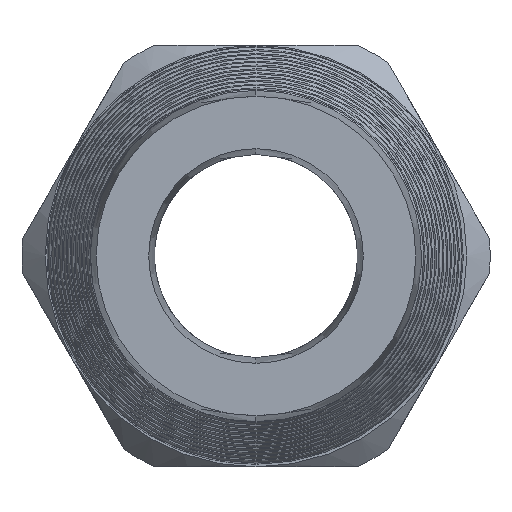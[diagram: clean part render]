
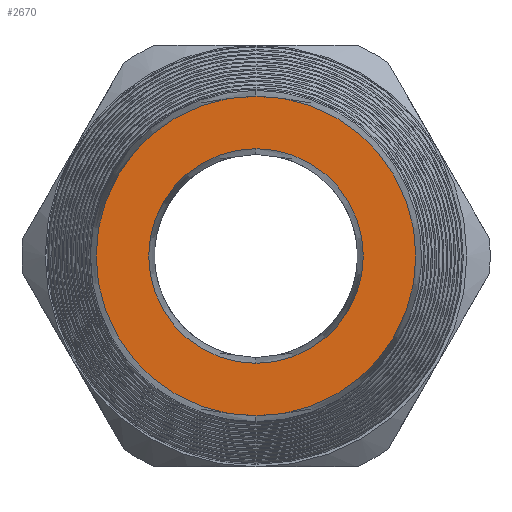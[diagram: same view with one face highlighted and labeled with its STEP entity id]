
A CAD part, left-side view. The second image highlights one B-rep face of the part: STEP entity #2670.
In plain terms, the highlighted planar face has unit normal (-1, 0, 0).
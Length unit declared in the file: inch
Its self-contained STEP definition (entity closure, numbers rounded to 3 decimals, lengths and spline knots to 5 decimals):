
#2653 = EDGE_LOOP ( 'NONE', ( #2673, #2675 ) ) ;
#2666 = EDGE_LOOP ( 'NONE', ( #2681, #2667 ) ) ;
#2667 = ORIENTED_EDGE ( 'NONE', *, *, #3846, .T. ) ;
#2670 = ADVANCED_FACE ( 'NONE', ( #5798, #5800 ), #5776, .T. ) ;
#2673 = ORIENTED_EDGE ( 'NONE', *, *, #2674, .F. ) ;
#2674 = EDGE_CURVE ( 'NONE', #3819, #3816, #5572, .T. ) ;
#2675 = ORIENTED_EDGE ( 'NONE', *, *, #3818, .F. ) ;
#2681 = ORIENTED_EDGE ( 'NONE', *, *, #2682, .T. ) ;
#2682 = EDGE_CURVE ( 'NONE', #3845, #3844, #4531, .T. ) ;
#3816 = VERTEX_POINT ( 'NONE', #17413 ) ;
#3818 = EDGE_CURVE ( 'NONE', #3816, #3819, #17412, .T. ) ;
#3819 = VERTEX_POINT ( 'NONE', #17407 ) ;
#3844 = VERTEX_POINT ( 'NONE', #17367 ) ;
#3845 = VERTEX_POINT ( 'NONE', #17461 ) ;
#3846 = EDGE_CURVE ( 'NONE', #3844, #3845, #17459, .T. ) ;
#4531 = CIRCLE ( 'NONE', #4687, 0.40187 ) ;
#4684 = DIRECTION ( 'NONE',  ( 0., 0., 1. ) ) ;
#4685 = DIRECTION ( 'NONE',  ( -1., 0., 0. ) ) ;
#4686 = CARTESIAN_POINT ( 'NONE',  ( -4.25, 0., 0. ) ) ;
#4687 = AXIS2_PLACEMENT_3D ( 'NONE', #4686, #4685, #4684 ) ;
#5569 = DIRECTION ( 'NONE',  ( 0., 0., 1. ) ) ;
#5570 = DIRECTION ( 'NONE',  ( -1., 0., 0. ) ) ;
#5571 = AXIS2_PLACEMENT_3D ( 'NONE', #5578, #5570, #5569 ) ;
#5572 = CIRCLE ( 'NONE', #5571, 0.26978 ) ;
#5578 = CARTESIAN_POINT ( 'NONE',  ( -4.25, 0., 0. ) ) ;
#5776 = PLANE ( 'NONE',  #5797 ) ;
#5794 = DIRECTION ( 'NONE',  ( 0., 0., 1. ) ) ;
#5795 = DIRECTION ( 'NONE',  ( -1., 0., 0. ) ) ;
#5796 = CARTESIAN_POINT ( 'NONE',  ( -4.25, 0., 0. ) ) ;
#5797 = AXIS2_PLACEMENT_3D ( 'NONE', #5796, #5795, #5794 ) ;
#5798 = FACE_OUTER_BOUND ( 'NONE', #2666, .T. ) ;
#5800 = FACE_BOUND ( 'NONE', #2653, .T. ) ;
#17367 = CARTESIAN_POINT ( 'NONE',  ( -4.25, 0., -0.40187 ) ) ;
#17407 = CARTESIAN_POINT ( 'NONE',  ( -4.25, 0., 0.26978 ) ) ;
#17408 = DIRECTION ( 'NONE',  ( 0., 0., 1. ) ) ;
#17409 = DIRECTION ( 'NONE',  ( -1., 0., 0. ) ) ;
#17410 = CARTESIAN_POINT ( 'NONE',  ( -4.25, 0., 0. ) ) ;
#17411 = AXIS2_PLACEMENT_3D ( 'NONE', #17410, #17409, #17408 ) ;
#17412 = CIRCLE ( 'NONE', #17411, 0.26978 ) ;
#17413 = CARTESIAN_POINT ( 'NONE',  ( -4.25, 0., -0.26978 ) ) ;
#17455 = DIRECTION ( 'NONE',  ( 0., 0., 1. ) ) ;
#17456 = DIRECTION ( 'NONE',  ( -1., 0., 0. ) ) ;
#17457 = CARTESIAN_POINT ( 'NONE',  ( -4.25, 0., 0. ) ) ;
#17458 = AXIS2_PLACEMENT_3D ( 'NONE', #17457, #17456, #17455 ) ;
#17459 = CIRCLE ( 'NONE', #17458, 0.40187 ) ;
#17461 = CARTESIAN_POINT ( 'NONE',  ( -4.25, 0., 0.40187 ) ) ;
